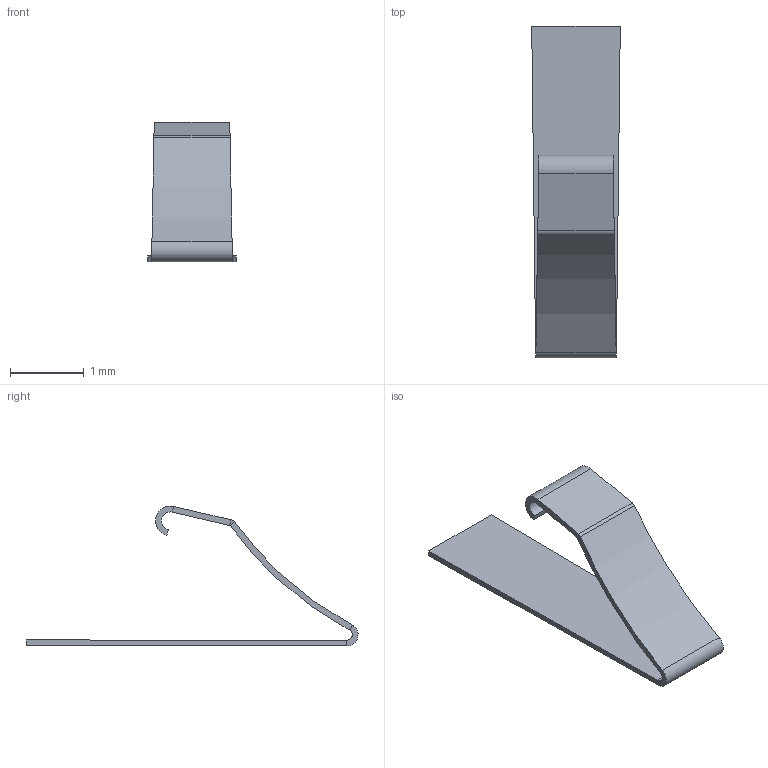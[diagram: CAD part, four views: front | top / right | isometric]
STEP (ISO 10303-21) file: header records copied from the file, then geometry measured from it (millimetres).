
FILE_DESCRIPTION(('FreeCAD Model'),'2;1');
FILE_NAME('Open CASCADE Shape Model','2026-01-03T20:10:51',(''),(''), 'Open CASCADE STEP processor 7.8','FreeCAD','Unknown');
FILE_SCHEMA(('AUTOMOTIVE_DESIGN { 1 0 10303 214 1 1 1 1 }'));
Length unit declared in the file: millimetre
Products named in the file (1): 1447360-8_expanded_1.5mm
Bounding box: 1.2 x 4.5 x 1.89 mm (x, y, z)
Volume: 0.7 mm3; surface area: 19.4 mm2
Topology: 1 solids, 1 shells, 26 faces, 52 edges, 28 vertices
Faces by surface type: bspline 20, plane 6
Entity records: 1555 total; most frequent: CARTESIAN_POINT 644, ORIENTED_EDGE 104, PCURVE 104, DEFINITIONAL_REPRESENTATION 104, DIRECTION 94, LINE 80, VECTOR 80, B_SPLINE_CURVE_WITH_KNOTS 76
